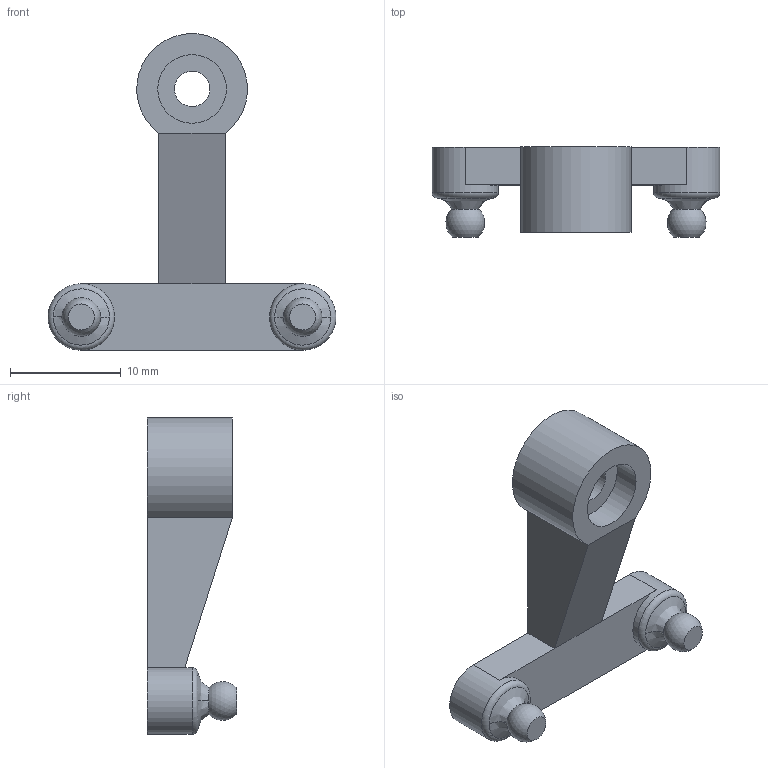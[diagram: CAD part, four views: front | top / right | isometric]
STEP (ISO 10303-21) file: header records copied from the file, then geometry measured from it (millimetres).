
FILE_DESCRIPTION(/* description */ (''),/* implementation_level */ '2;1');
FILE_NAME(/* name */ 'Servo-horn.step',/* time_stamp */ '2025-09-20T22:47:26+06:00',/* author */ (''),/* organization */ (''),/* preprocessor_version */ 'ST-DEVELOPER v20.1',/* originating_system */ 'Autodesk Translation Framework v14.17.0.0',/* authorisation */ '');
FILE_SCHEMA (('AUTOMOTIVE_DESIGN { 1 0 10303 214 3 1 1 }'));
Length unit declared in the file: millimetre
Products named in the file (3): Configuration 1; Steeriing; ServoHJorn
Assembly tree (2 placements, depth 3):
  Configuration 1
    Steeriing
      ServoHJorn
Bounding box: 26 x 8.1 x 28.58 mm (x, y, z)
Volume: 1463.8 mm3; surface area: 1350.4 mm2
Topology: 1 solids, 1 shells, 27 faces, 63 edges, 40 vertices
Faces by surface type: plane 12, cylinder 6, bspline 5, torus 2, sphere 2
Full cylindrical faces by diameter (mm): 3.2 x1, 5.9 x1, 6 x2, 6.2 x1
Entity records: 1053 total; most frequent: CARTESIAN_POINT 341, DIRECTION 136, ORIENTED_EDGE 126, EDGE_CURVE 63, AXIS2_PLACEMENT_3D 57, VERTEX_POINT 40, EDGE_LOOP 31, CIRCLE 30
